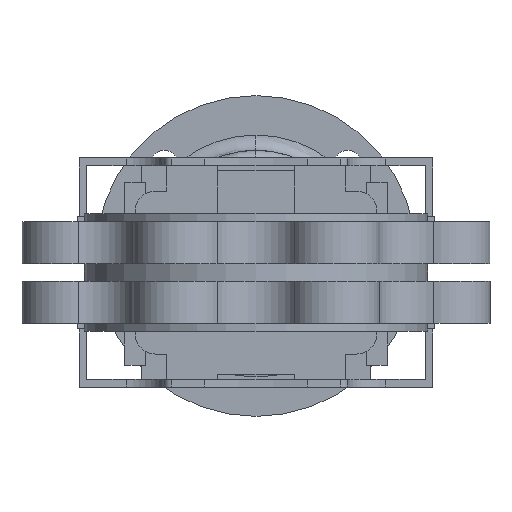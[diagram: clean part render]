
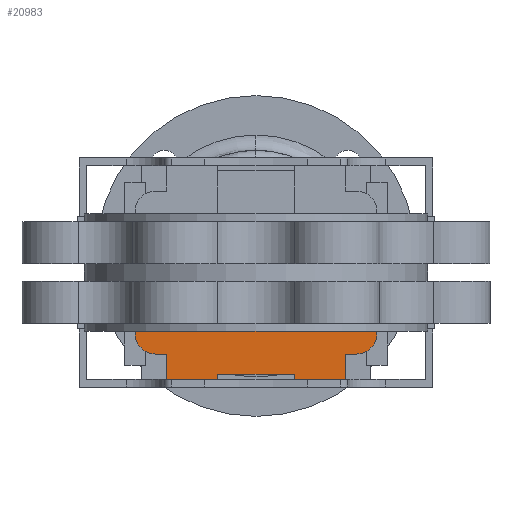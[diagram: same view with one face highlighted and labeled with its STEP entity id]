
A CAD part, front view. The second image highlights one B-rep face of the part: STEP entity #20983.
In plain terms, the highlighted planar face has unit normal (0, -1, 0).
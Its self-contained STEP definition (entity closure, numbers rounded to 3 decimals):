
#502 = ORIENTED_EDGE ( 'NONE', *, *, #29041, .T. ) ;
#984 = CARTESIAN_POINT ( 'NONE',  ( -35., 102.5, -35.5 ) ) ;
#1548 = EDGE_CURVE ( 'NONE', #10277, #41805, #23164, .T. ) ;
#1733 = VERTEX_POINT ( 'NONE', #18880 ) ;
#1975 = VECTOR ( 'NONE', #29903, 1000. ) ;
#2032 = CARTESIAN_POINT ( 'NONE',  ( -35., 102.5, -35.5 ) ) ;
#3045 = DIRECTION ( 'NONE',  ( 0., -1., 0. ) ) ;
#3950 = EDGE_CURVE ( 'NONE', #22963, #41805, #26457, .T. ) ;
#4216 = VERTEX_POINT ( 'NONE', #44178 ) ;
#4264 = DIRECTION ( 'NONE',  ( 0., 1., 0. ) ) ;
#4388 = DIRECTION ( 'NONE',  ( 1., 0., 0. ) ) ;
#4894 = VERTEX_POINT ( 'NONE', #34679 ) ;
#5119 = VERTEX_POINT ( 'NONE', #19502 ) ;
#6315 = LINE ( 'NONE', #18113, #32661 ) ;
#7733 = DIRECTION ( 'NONE',  ( 0., 0., -1. ) ) ;
#8074 = CARTESIAN_POINT ( 'NONE',  ( 0., 102.5, -45.5 ) ) ;
#9060 = DIRECTION ( 'NONE',  ( 0., -1., 0. ) ) ;
#9162 = CARTESIAN_POINT ( 'NONE',  ( 47.5, 102.5, -27.5 ) ) ;
#9172 = EDGE_CURVE ( 'NONE', #5119, #29244, #41856, .T. ) ;
#9562 = DIRECTION ( 'NONE',  ( -1., 0., 0. ) ) ;
#9848 = ORIENTED_EDGE ( 'NONE', *, *, #3950, .F. ) ;
#10277 = VERTEX_POINT ( 'NONE', #2032 ) ;
#10341 = VERTEX_POINT ( 'NONE', #19168 ) ;
#10488 = ORIENTED_EDGE ( 'NONE', *, *, #44497, .T. ) ;
#10790 = ORIENTED_EDGE ( 'NONE', *, *, #13190, .T. ) ;
#10910 = CARTESIAN_POINT ( 'NONE',  ( 15., 102.5, -45.5 ) ) ;
#11495 = FACE_OUTER_BOUND ( 'NONE', #22269, .T. ) ;
#11975 = CARTESIAN_POINT ( 'NONE',  ( -35., 102.5, -45.5 ) ) ;
#12147 = DIRECTION ( 'NONE',  ( 1., 0., 0. ) ) ;
#12640 = EDGE_CURVE ( 'NONE', #4894, #27608, #42515, .T. ) ;
#13190 = EDGE_CURVE ( 'NONE', #36964, #4216, #44659, .T. ) ;
#13340 = CIRCLE ( 'NONE', #35204, 8. ) ;
#13588 = LINE ( 'NONE', #43471, #39981 ) ;
#14522 = DIRECTION ( 'NONE',  ( 1., 0., 0. ) ) ;
#14581 = VECTOR ( 'NONE', #12147, 1000. ) ;
#15530 = VECTOR ( 'NONE', #40333, 1000. ) ;
#16189 = AXIS2_PLACEMENT_3D ( 'NONE', #17480, #4264, #7733 ) ;
#16443 = CARTESIAN_POINT ( 'NONE',  ( 47.5, 102.5, -25.5 ) ) ;
#16514 = ORIENTED_EDGE ( 'NONE', *, *, #31725, .T. ) ;
#17051 = VERTEX_POINT ( 'NONE', #43873 ) ;
#17172 = EDGE_CURVE ( 'NONE', #1733, #10341, #44357, .T. ) ;
#17316 = CARTESIAN_POINT ( 'NONE',  ( -15., 102.5, -45.5 ) ) ;
#17480 = CARTESIAN_POINT ( 'NONE',  ( -39.5, 102.5, -27.5 ) ) ;
#17897 = CARTESIAN_POINT ( 'NONE',  ( 39.5, 102.5, -35.5 ) ) ;
#18113 = CARTESIAN_POINT ( 'NONE',  ( -47.5, 102.5, -27.5 ) ) ;
#18288 = CARTESIAN_POINT ( 'NONE',  ( -35., 102.5, -45.5 ) ) ;
#18868 = CARTESIAN_POINT ( 'NONE',  ( 15., 102.5, -45.5 ) ) ;
#18880 = CARTESIAN_POINT ( 'NONE',  ( 35., 102.5, -45.5 ) ) ;
#18944 = ORIENTED_EDGE ( 'NONE', *, *, #22519, .T. ) ;
#19168 = CARTESIAN_POINT ( 'NONE',  ( 35., 102.5, -35.5 ) ) ;
#19268 = EDGE_CURVE ( 'NONE', #10341, #17051, #42603, .T. ) ;
#19492 = CARTESIAN_POINT ( 'NONE',  ( -47.5, 102.5, -25.5 ) ) ;
#19502 = CARTESIAN_POINT ( 'NONE',  ( 47.5, 102.5, -27.5 ) ) ;
#20353 = ORIENTED_EDGE ( 'NONE', *, *, #29238, .T. ) ;
#20802 = EDGE_CURVE ( 'NONE', #22963, #36964, #13588, .T. ) ;
#20983 = ADVANCED_FACE ( 'NONE', ( #11495 ), #24843, .F. ) ;
#21442 = ORIENTED_EDGE ( 'NONE', *, *, #20802, .T. ) ;
#22269 = EDGE_LOOP ( 'NONE', ( #9848, #21442, #10790, #16514, #42489, #32245, #22804, #10488, #35941, #20353, #18944, #28533, #502, #35426 ) ) ;
#22519 = EDGE_CURVE ( 'NONE', #31894, #4894, #6315, .T. ) ;
#22791 = DIRECTION ( 'NONE',  ( 0., 0., 1. ) ) ;
#22804 = ORIENTED_EDGE ( 'NONE', *, *, #19268, .T. ) ;
#22963 = VERTEX_POINT ( 'NONE', #17316 ) ;
#23164 = LINE ( 'NONE', #18288, #28517 ) ;
#23167 = CARTESIAN_POINT ( 'NONE',  ( 39.5, 102.5, -27.5 ) ) ;
#23206 = VECTOR ( 'NONE', #42698, 1000. ) ;
#23748 = DIRECTION ( 'NONE',  ( 0., 0., -1. ) ) ;
#23929 = CARTESIAN_POINT ( 'NONE',  ( -39.5, 102.5, -35.5 ) ) ;
#24843 = PLANE ( 'NONE',  #16189 ) ;
#25034 = DIRECTION ( 'NONE',  ( 0., 0., -1. ) ) ;
#26457 = LINE ( 'NONE', #8074, #23206 ) ;
#27328 = VERTEX_POINT ( 'NONE', #10910 ) ;
#27608 = VERTEX_POINT ( 'NONE', #23929 ) ;
#28416 = CARTESIAN_POINT ( 'NONE',  ( 35., 102.5, -45.5 ) ) ;
#28517 = VECTOR ( 'NONE', #39238, 1000. ) ;
#28533 = ORIENTED_EDGE ( 'NONE', *, *, #12640, .T. ) ;
#28823 = CARTESIAN_POINT ( 'NONE',  ( -15., 102.5, -43.5 ) ) ;
#29041 = EDGE_CURVE ( 'NONE', #27608, #10277, #32262, .T. ) ;
#29238 = EDGE_CURVE ( 'NONE', #29244, #31894, #43075, .T. ) ;
#29244 = VERTEX_POINT ( 'NONE', #39965 ) ;
#29521 = VECTOR ( 'NONE', #39682, 1000. ) ;
#29903 = DIRECTION ( 'NONE',  ( 0., 0., 1. ) ) ;
#31725 = EDGE_CURVE ( 'NONE', #4216, #27328, #35978, .T. ) ;
#31737 = DIRECTION ( 'NONE',  ( 0., 0., 1. ) ) ;
#31894 = VERTEX_POINT ( 'NONE', #19492 ) ;
#32245 = ORIENTED_EDGE ( 'NONE', *, *, #17172, .T. ) ;
#32262 = LINE ( 'NONE', #984, #33878 ) ;
#32661 = VECTOR ( 'NONE', #25034, 1000. ) ;
#33105 = DIRECTION ( 'NONE',  ( 0., 0., -1. ) ) ;
#33413 = VECTOR ( 'NONE', #4388, 1000. ) ;
#33878 = VECTOR ( 'NONE', #14522, 1000. ) ;
#34679 = CARTESIAN_POINT ( 'NONE',  ( -47.5, 102.5, -27.5 ) ) ;
#35204 = AXIS2_PLACEMENT_3D ( 'NONE', #23167, #3045, #23748 ) ;
#35426 = ORIENTED_EDGE ( 'NONE', *, *, #1548, .T. ) ;
#35711 = VECTOR ( 'NONE', #31737, 1000. ) ;
#35763 = CARTESIAN_POINT ( 'NONE',  ( 35., 102.5, -45.5 ) ) ;
#35941 = ORIENTED_EDGE ( 'NONE', *, *, #9172, .T. ) ;
#35978 = LINE ( 'NONE', #18868, #29521 ) ;
#36964 = VERTEX_POINT ( 'NONE', #28823 ) ;
#38349 = EDGE_CURVE ( 'NONE', #27328, #1733, #43692, .T. ) ;
#39238 = DIRECTION ( 'NONE',  ( 0., 0., -1. ) ) ;
#39279 = VECTOR ( 'NONE', #9562, 1000. ) ;
#39397 = AXIS2_PLACEMENT_3D ( 'NONE', #43690, #9060, #33105 ) ;
#39682 = DIRECTION ( 'NONE',  ( 0., 0., -1. ) ) ;
#39965 = CARTESIAN_POINT ( 'NONE',  ( 47.5, 102.5, -25.5 ) ) ;
#39981 = VECTOR ( 'NONE', #22791, 1000. ) ;
#40333 = DIRECTION ( 'NONE',  ( 1., 0., 0. ) ) ;
#41805 = VERTEX_POINT ( 'NONE', #11975 ) ;
#41856 = LINE ( 'NONE', #9162, #1975 ) ;
#42489 = ORIENTED_EDGE ( 'NONE', *, *, #38349, .T. ) ;
#42515 = CIRCLE ( 'NONE', #39397, 8. ) ;
#42603 = LINE ( 'NONE', #17897, #33413 ) ;
#42698 = DIRECTION ( 'NONE',  ( -1., 0., 0. ) ) ;
#43075 = LINE ( 'NONE', #16443, #39279 ) ;
#43471 = CARTESIAN_POINT ( 'NONE',  ( -15., 102.5, -45.5 ) ) ;
#43690 = CARTESIAN_POINT ( 'NONE',  ( -39.5, 102.5, -27.5 ) ) ;
#43692 = LINE ( 'NONE', #35763, #14581 ) ;
#43873 = CARTESIAN_POINT ( 'NONE',  ( 39.5, 102.5, -35.5 ) ) ;
#43960 = CARTESIAN_POINT ( 'NONE',  ( 15., 102.5, -43.5 ) ) ;
#44178 = CARTESIAN_POINT ( 'NONE',  ( 15., 102.5, -43.5 ) ) ;
#44357 = LINE ( 'NONE', #28416, #35711 ) ;
#44497 = EDGE_CURVE ( 'NONE', #17051, #5119, #13340, .T. ) ;
#44659 = LINE ( 'NONE', #43960, #15530 ) ;
